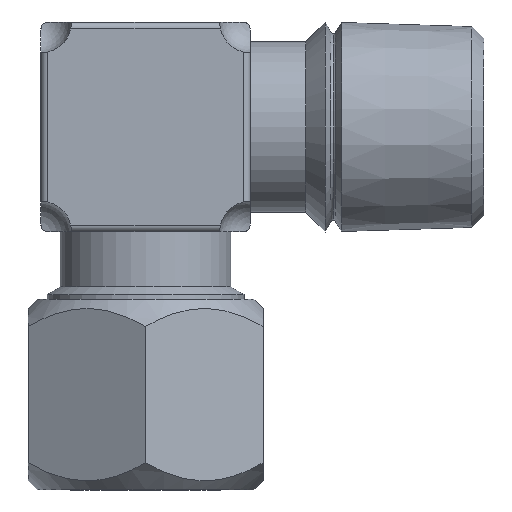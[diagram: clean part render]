
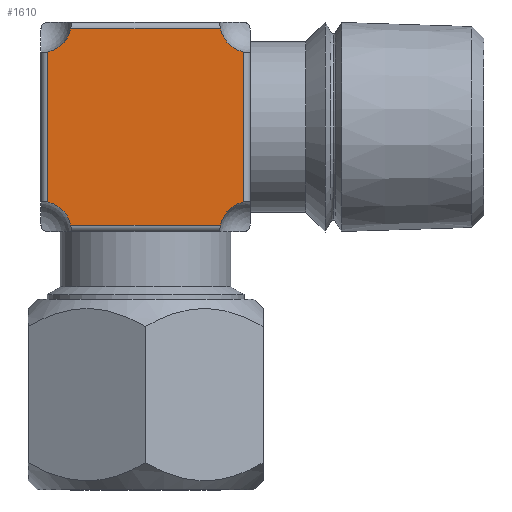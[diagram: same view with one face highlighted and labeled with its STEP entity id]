
A CAD part, left-side view. The second image highlights one B-rep face of the part: STEP entity #1610.
In plain terms, the highlighted planar face has unit normal (-1, 0, 0).
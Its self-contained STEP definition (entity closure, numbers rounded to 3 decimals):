
#1600 = EDGE_LOOP ( 'NONE', ( #1611, #1635, #1627, #1633, #1632, #1643, #1624, #1621 ) ) ;
#1610 = ADVANCED_FACE ( 'NONE', ( #3290 ), #3283, .F. ) ;
#1611 = ORIENTED_EDGE ( 'NONE', *, *, #1631, .F. ) ;
#1621 = ORIENTED_EDGE ( 'NONE', *, *, #1622, .T. ) ;
#1622 = EDGE_CURVE ( 'NONE', #1639, #1637, #3299, .T. ) ;
#1624 = ORIENTED_EDGE ( 'NONE', *, *, #1645, .F. ) ;
#1625 = VERTEX_POINT ( 'NONE', #3300 ) ;
#1627 = ORIENTED_EDGE ( 'NONE', *, *, #1628, .F. ) ;
#1628 = EDGE_CURVE ( 'NONE', #1638, #1629, #3314, .T. ) ;
#1629 = VERTEX_POINT ( 'NONE', #3326 ) ;
#1630 = EDGE_CURVE ( 'NONE', #1636, #1629, #3333, .T. ) ;
#1631 = EDGE_CURVE ( 'NONE', #1636, #1637, #3327, .T. ) ;
#1632 = ORIENTED_EDGE ( 'NONE', *, *, #1642, .F. ) ;
#1633 = ORIENTED_EDGE ( 'NONE', *, *, #1640, .T. ) ;
#1634 = VERTEX_POINT ( 'NONE', #3341 ) ;
#1635 = ORIENTED_EDGE ( 'NONE', *, *, #1630, .T. ) ;
#1636 = VERTEX_POINT ( 'NONE', #3344 ) ;
#1637 = VERTEX_POINT ( 'NONE', #3340 ) ;
#1638 = VERTEX_POINT ( 'NONE', #3339 ) ;
#1639 = VERTEX_POINT ( 'NONE', #3338 ) ;
#1640 = EDGE_CURVE ( 'NONE', #1638, #1634, #3343, .T. ) ;
#1641 = VERTEX_POINT ( 'NONE', #3335 ) ;
#1642 = EDGE_CURVE ( 'NONE', #1641, #1634, #3334, .T. ) ;
#1643 = ORIENTED_EDGE ( 'NONE', *, *, #1644, .T. ) ;
#1644 = EDGE_CURVE ( 'NONE', #1641, #1625, #3350, .T. ) ;
#1645 = EDGE_CURVE ( 'NONE', #1639, #1625, #3353, .T. ) ;
#3155 = DIRECTION ( 'NONE',  ( 0., 0., -1. ) ) ;
#3158 = CARTESIAN_POINT ( 'NONE',  ( -7.5, 8.5, 8.5 ) ) ;
#3161 = DIRECTION ( 'NONE',  ( -1., 0., 0. ) ) ;
#3192 = DIRECTION ( 'NONE',  ( 0., 0., -1. ) ) ;
#3204 = AXIS2_PLACEMENT_3D ( 'NONE', #3158, #3161, #3192 ) ;
#3283 = PLANE ( 'NONE',  #3286 ) ;
#3286 = AXIS2_PLACEMENT_3D ( 'NONE', #3292, #3291, #3155 ) ;
#3290 = FACE_OUTER_BOUND ( 'NONE', #1600, .T. ) ;
#3291 = DIRECTION ( 'NONE',  ( 1., 0., 0. ) ) ;
#3292 = CARTESIAN_POINT ( 'NONE',  ( -7.5, 0., 0. ) ) ;
#3299 = LINE ( 'NONE', #3301, #3303 ) ;
#3300 = CARTESIAN_POINT ( 'NONE',  ( -7.5, 7.967, -6.089 ) ) ;
#3301 = CARTESIAN_POINT ( 'NONE',  ( -7.5, -8.5, -7.967 ) ) ;
#3302 = DIRECTION ( 'NONE',  ( 0., -1., 0. ) ) ;
#3303 = VECTOR ( 'NONE', #3302, 1000. ) ;
#3310 = DIRECTION ( 'NONE',  ( 0., 0., -1. ) ) ;
#3311 = DIRECTION ( 'NONE',  ( -1., 0., 0. ) ) ;
#3312 = CARTESIAN_POINT ( 'NONE',  ( -7.5, -8.5, 8.5 ) ) ;
#3313 = AXIS2_PLACEMENT_3D ( 'NONE', #3312, #3311, #3310 ) ;
#3314 = CIRCLE ( 'NONE', #3313, 2.47 ) ;
#3318 = AXIS2_PLACEMENT_3D ( 'NONE', #3325, #3321, #3320 ) ;
#3319 = VECTOR ( 'NONE', #3332, 1000. ) ;
#3320 = DIRECTION ( 'NONE',  ( 0., 0., -1. ) ) ;
#3321 = DIRECTION ( 'NONE',  ( -1., 0., 0. ) ) ;
#3325 = CARTESIAN_POINT ( 'NONE',  ( -7.5, -8.5, -8.5 ) ) ;
#3326 = CARTESIAN_POINT ( 'NONE',  ( -7.5, -7.967, 6.089 ) ) ;
#3327 = CIRCLE ( 'NONE', #3318, 2.47 ) ;
#3328 = CARTESIAN_POINT ( 'NONE',  ( -7.5, -7.967, 8.5 ) ) ;
#3332 = DIRECTION ( 'NONE',  ( 0., 0., 1. ) ) ;
#3333 = LINE ( 'NONE', #3328, #3319 ) ;
#3334 = CIRCLE ( 'NONE', #3204, 2.47 ) ;
#3335 = CARTESIAN_POINT ( 'NONE',  ( -7.5, 7.967, 6.089 ) ) ;
#3336 = DIRECTION ( 'NONE',  ( 0., 1., 0. ) ) ;
#3337 = VECTOR ( 'NONE', #3336, 1000. ) ;
#3338 = CARTESIAN_POINT ( 'NONE',  ( -7.5, 6.089, -7.967 ) ) ;
#3339 = CARTESIAN_POINT ( 'NONE',  ( -7.5, -6.089, 7.967 ) ) ;
#3340 = CARTESIAN_POINT ( 'NONE',  ( -7.5, -6.089, -7.967 ) ) ;
#3341 = CARTESIAN_POINT ( 'NONE',  ( -7.5, 6.089, 7.967 ) ) ;
#3342 = CARTESIAN_POINT ( 'NONE',  ( -7.5, 8.5, 7.967 ) ) ;
#3343 = LINE ( 'NONE', #3342, #3337 ) ;
#3344 = CARTESIAN_POINT ( 'NONE',  ( -7.5, -7.967, -6.089 ) ) ;
#3345 = DIRECTION ( 'NONE',  ( -1., 0., 0. ) ) ;
#3346 = DIRECTION ( 'NONE',  ( 0., 0., -1. ) ) ;
#3347 = AXIS2_PLACEMENT_3D ( 'NONE', #3348, #3345, #3346 ) ;
#3348 = CARTESIAN_POINT ( 'NONE',  ( -7.5, 8.5, -8.5 ) ) ;
#3349 = DIRECTION ( 'NONE',  ( 0., 0., -1. ) ) ;
#3350 = LINE ( 'NONE', #3351, #3352 ) ;
#3351 = CARTESIAN_POINT ( 'NONE',  ( -7.5, 7.967, -8.5 ) ) ;
#3352 = VECTOR ( 'NONE', #3349, 1000. ) ;
#3353 = CIRCLE ( 'NONE', #3347, 2.47 ) ;
